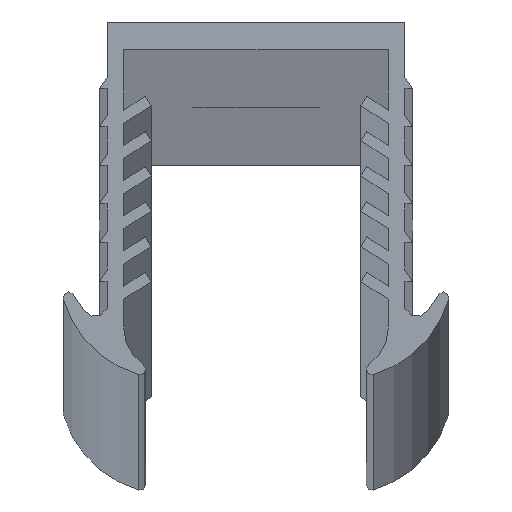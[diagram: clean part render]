
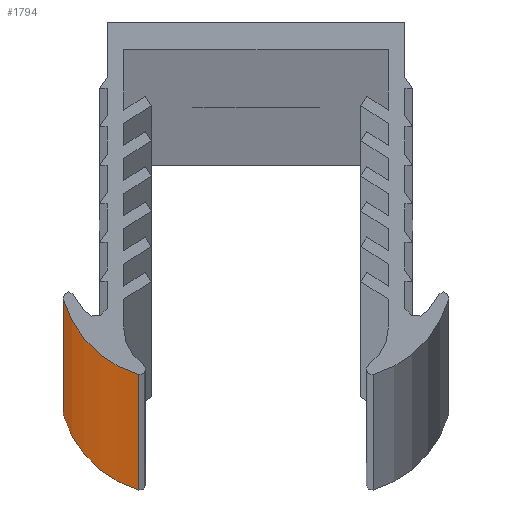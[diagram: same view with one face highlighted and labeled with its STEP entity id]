
A CAD part, top view. The second image highlights one B-rep face of the part: STEP entity #1794.
In plain terms, the highlighted cylindrical face has radius 10 mm (diameter 20 mm), a partial arc.
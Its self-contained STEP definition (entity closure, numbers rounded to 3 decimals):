
#386 = CARTESIAN_POINT ( 'NONE',  ( -10.639, -31.98, 3000. ) ) ;
#1794 = ADVANCED_FACE ( 'NONE', ( #16081 ), #7418, .T. ) ;
#2203 = ORIENTED_EDGE ( 'NONE', *, *, #7727, .T. ) ;
#2274 = EDGE_LOOP ( 'NONE', ( #2203, #4811, #10610, #7289 ) ) ;
#2958 = VERTEX_POINT ( 'NONE', #10757 ) ;
#3426 = LINE ( 'NONE', #7243, #17041 ) ;
#4004 = DIRECTION ( 'NONE',  ( 0., 0., -1. ) ) ;
#4507 = DIRECTION ( 'NONE',  ( 0., 0., -1. ) ) ;
#4811 = ORIENTED_EDGE ( 'NONE', *, *, #18759, .F. ) ;
#7243 = CARTESIAN_POINT ( 'NONE',  ( -17.481, -25.127, 3000. ) ) ;
#7289 = ORIENTED_EDGE ( 'NONE', *, *, #14389, .T. ) ;
#7418 = CYLINDRICAL_SURFACE ( 'NONE', #12648, 10. ) ;
#7543 = LINE ( 'NONE', #386, #16431 ) ;
#7727 = EDGE_CURVE ( 'NONE', #13178, #2958, #10523, .T. ) ;
#7759 = CARTESIAN_POINT ( 'NONE',  ( -17.481, -25.127, 3000. ) ) ;
#7880 = CARTESIAN_POINT ( 'NONE',  ( -7.868, -22.372, 3000. ) ) ;
#7964 = VERTEX_POINT ( 'NONE', #18553 ) ;
#8293 = DIRECTION ( 'NONE',  ( 1., 0., 0. ) ) ;
#9004 = AXIS2_PLACEMENT_3D ( 'NONE', #12642, #16882, #8293 ) ;
#9615 = DIRECTION ( 'NONE',  ( 0., 0., 1. ) ) ;
#9934 = DIRECTION ( 'NONE',  ( -1., 0., 0. ) ) ;
#10371 = CARTESIAN_POINT ( 'NONE',  ( -17.481, -25.127, -3000. ) ) ;
#10439 = EDGE_CURVE ( 'NONE', #12521, #7964, #17124, .T. ) ;
#10523 = CIRCLE ( 'NONE', #9004, 10. ) ;
#10610 = ORIENTED_EDGE ( 'NONE', *, *, #10439, .F. ) ;
#10757 = CARTESIAN_POINT ( 'NONE',  ( -10.639, -31.98, -3000. ) ) ;
#12521 = VERTEX_POINT ( 'NONE', #7759 ) ;
#12642 = CARTESIAN_POINT ( 'NONE',  ( -7.868, -22.372, -3000. ) ) ;
#12648 = AXIS2_PLACEMENT_3D ( 'NONE', #17270, #4004, #9934 ) ;
#13178 = VERTEX_POINT ( 'NONE', #10371 ) ;
#13735 = DIRECTION ( 'NONE',  ( 1., 0., 0. ) ) ;
#14389 = EDGE_CURVE ( 'NONE', #12521, #13178, #3426, .T. ) ;
#14472 = AXIS2_PLACEMENT_3D ( 'NONE', #7880, #9615, #13735 ) ;
#16081 = FACE_OUTER_BOUND ( 'NONE', #2274, .T. ) ;
#16431 = VECTOR ( 'NONE', #16433, 1000. ) ;
#16433 = DIRECTION ( 'NONE',  ( 0., 0., -1. ) ) ;
#16882 = DIRECTION ( 'NONE',  ( 0., 0., 1. ) ) ;
#17041 = VECTOR ( 'NONE', #4507, 1000. ) ;
#17124 = CIRCLE ( 'NONE', #14472, 10. ) ;
#17270 = CARTESIAN_POINT ( 'NONE',  ( -7.868, -22.372, 3000. ) ) ;
#18553 = CARTESIAN_POINT ( 'NONE',  ( -10.639, -31.98, 3000. ) ) ;
#18759 = EDGE_CURVE ( 'NONE', #7964, #2958, #7543, .T. ) ;
